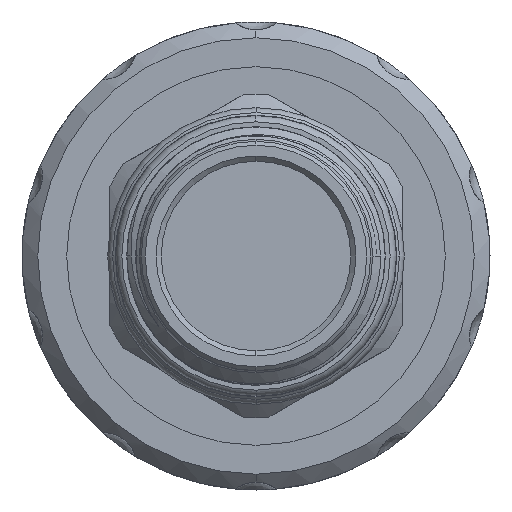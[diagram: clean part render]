
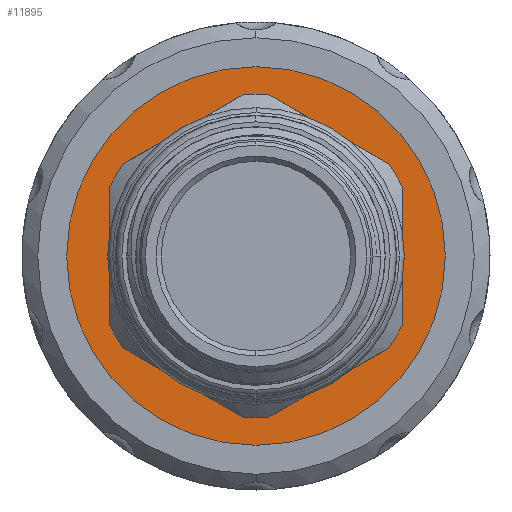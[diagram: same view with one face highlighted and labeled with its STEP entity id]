
A CAD part, left-side view. The second image highlights one B-rep face of the part: STEP entity #11895.
In plain terms, the highlighted planar face has unit normal (-1, 0, 0).
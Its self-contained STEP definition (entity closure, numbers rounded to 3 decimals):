
#174 = DIRECTION ( 'NONE',  ( 1., 0., 0. ) ) ;
#439 = VERTEX_POINT ( 'NONE', #11673 ) ;
#742 = DIRECTION ( 'NONE',  ( 0., 0., 1. ) ) ;
#955 = DIRECTION ( 'NONE',  ( 1., 0., 0. ) ) ;
#2070 = ORIENTED_EDGE ( 'NONE', *, *, #6862, .T. ) ;
#2172 = CARTESIAN_POINT ( 'NONE',  ( 10.15, 5.555, -9.622 ) ) ;
#2187 = CARTESIAN_POINT ( 'NONE',  ( 10.15, 0., 0. ) ) ;
#2379 = ORIENTED_EDGE ( 'NONE', *, *, #7302, .T. ) ;
#2433 = DIRECTION ( 'NONE',  ( 0., -1., 0. ) ) ;
#2889 = CIRCLE ( 'NONE', #13442, 11.11 ) ;
#2902 = CARTESIAN_POINT ( 'NONE',  ( 10.15, 11.11, 0. ) ) ;
#3352 = ORIENTED_EDGE ( 'NONE', *, *, #10191, .T. ) ;
#3545 = VERTEX_POINT ( 'NONE', #11780 ) ;
#3590 = VERTEX_POINT ( 'NONE', #12663 ) ;
#3864 = CARTESIAN_POINT ( 'NONE',  ( 10.15, 0., 0. ) ) ;
#4235 = PLANE ( 'NONE',  #4439 ) ;
#4439 = AXIS2_PLACEMENT_3D ( 'NONE', #5637, #10383, #742 ) ;
#4584 = ORIENTED_EDGE ( 'NONE', *, *, #13449, .T. ) ;
#4615 = CIRCLE ( 'NONE', #7114, 11.11 ) ;
#4817 = EDGE_CURVE ( 'NONE', #9491, #14565, #4615, .T. ) ;
#4890 = CIRCLE ( 'NONE', #10903, 11.11 ) ;
#4981 = AXIS2_PLACEMENT_3D ( 'NONE', #2187, #9400, #8130 ) ;
#4984 = CARTESIAN_POINT ( 'NONE',  ( 10.15, 0., -14.4 ) ) ;
#5072 = VERTEX_POINT ( 'NONE', #2902 ) ;
#5447 = EDGE_LOOP ( 'NONE', ( #3352, #6842, #14370, #4584, #2379, #11557 ) ) ;
#5637 = CARTESIAN_POINT ( 'NONE',  ( 10.15, 0., 0. ) ) ;
#6019 = DIRECTION ( 'NONE',  ( 1., 0., 0. ) ) ;
#6115 = CARTESIAN_POINT ( 'NONE',  ( 10.15, -5.555, 9.622 ) ) ;
#6544 = AXIS2_PLACEMENT_3D ( 'NONE', #8538, #6019, #2433 ) ;
#6842 = ORIENTED_EDGE ( 'NONE', *, *, #4817, .T. ) ;
#6862 = EDGE_CURVE ( 'NONE', #10980, #439, #7617, .T. ) ;
#7114 = AXIS2_PLACEMENT_3D ( 'NONE', #3864, #13615, #11304 ) ;
#7174 = DIRECTION ( 'NONE',  ( 0., -1., 0. ) ) ;
#7271 = CIRCLE ( 'NONE', #9231, 11.11 ) ;
#7302 = EDGE_CURVE ( 'NONE', #3545, #11051, #8644, .T. ) ;
#7617 = CIRCLE ( 'NONE', #15633, 14.4 ) ;
#7691 = CARTESIAN_POINT ( 'NONE',  ( 10.15, 0., 0. ) ) ;
#7914 = CARTESIAN_POINT ( 'NONE',  ( 10.15, 0., 0. ) ) ;
#8130 = DIRECTION ( 'NONE',  ( 0., 0., 1. ) ) ;
#8538 = CARTESIAN_POINT ( 'NONE',  ( 10.15, 0., 0. ) ) ;
#8644 = CIRCLE ( 'NONE', #6544, 11.11 ) ;
#9231 = AXIS2_PLACEMENT_3D ( 'NONE', #7914, #12866, #13126 ) ;
#9240 = EDGE_CURVE ( 'NONE', #14565, #5072, #11294, .T. ) ;
#9400 = DIRECTION ( 'NONE',  ( -1., 0., 0. ) ) ;
#9460 = CIRCLE ( 'NONE', #4981, 14.4 ) ;
#9491 = VERTEX_POINT ( 'NONE', #12465 ) ;
#9525 = FACE_OUTER_BOUND ( 'NONE', #13602, .T. ) ;
#9818 = EDGE_CURVE ( 'NONE', #11051, #3590, #2889, .T. ) ;
#9925 = CARTESIAN_POINT ( 'NONE',  ( 10.15, 0., 0. ) ) ;
#10191 = EDGE_CURVE ( 'NONE', #3590, #9491, #7271, .T. ) ;
#10302 = ORIENTED_EDGE ( 'NONE', *, *, #15034, .T. ) ;
#10383 = DIRECTION ( 'NONE',  ( -1., 0., 0. ) ) ;
#10903 = AXIS2_PLACEMENT_3D ( 'NONE', #10970, #955, #7174 ) ;
#10970 = CARTESIAN_POINT ( 'NONE',  ( 10.15, 0., 0. ) ) ;
#10980 = VERTEX_POINT ( 'NONE', #4984 ) ;
#11051 = VERTEX_POINT ( 'NONE', #6115 ) ;
#11294 = CIRCLE ( 'NONE', #14890, 11.11 ) ;
#11304 = DIRECTION ( 'NONE',  ( 0., -1., 0. ) ) ;
#11390 = DIRECTION ( 'NONE',  ( -1., 0., 0. ) ) ;
#11557 = ORIENTED_EDGE ( 'NONE', *, *, #9818, .T. ) ;
#11673 = CARTESIAN_POINT ( 'NONE',  ( 10.15, 0., 14.4 ) ) ;
#11780 = CARTESIAN_POINT ( 'NONE',  ( 10.15, 5.555, 9.622 ) ) ;
#11895 = ADVANCED_FACE ( 'NONE', ( #9525, #15719 ), #4235, .T. ) ;
#12257 = DIRECTION ( 'NONE',  ( 0., -1., 0. ) ) ;
#12354 = DIRECTION ( 'NONE',  ( 1., 0., 0. ) ) ;
#12465 = CARTESIAN_POINT ( 'NONE',  ( 10.15, -5.555, -9.622 ) ) ;
#12663 = CARTESIAN_POINT ( 'NONE',  ( 10.15, -11.11, 0. ) ) ;
#12866 = DIRECTION ( 'NONE',  ( 1., 0., 0. ) ) ;
#13126 = DIRECTION ( 'NONE',  ( 0., -1., 0. ) ) ;
#13442 = AXIS2_PLACEMENT_3D ( 'NONE', #14731, #12354, #15829 ) ;
#13449 = EDGE_CURVE ( 'NONE', #5072, #3545, #4890, .T. ) ;
#13602 = EDGE_LOOP ( 'NONE', ( #2070, #10302 ) ) ;
#13615 = DIRECTION ( 'NONE',  ( 1., 0., 0. ) ) ;
#13761 = DIRECTION ( 'NONE',  ( 0., 0., 1. ) ) ;
#14370 = ORIENTED_EDGE ( 'NONE', *, *, #9240, .T. ) ;
#14565 = VERTEX_POINT ( 'NONE', #2172 ) ;
#14731 = CARTESIAN_POINT ( 'NONE',  ( 10.15, 0., 0. ) ) ;
#14890 = AXIS2_PLACEMENT_3D ( 'NONE', #9925, #174, #12257 ) ;
#15034 = EDGE_CURVE ( 'NONE', #439, #10980, #9460, .T. ) ;
#15633 = AXIS2_PLACEMENT_3D ( 'NONE', #7691, #11390, #13761 ) ;
#15719 = FACE_BOUND ( 'NONE', #5447, .T. ) ;
#15829 = DIRECTION ( 'NONE',  ( 0., -1., 0. ) ) ;
